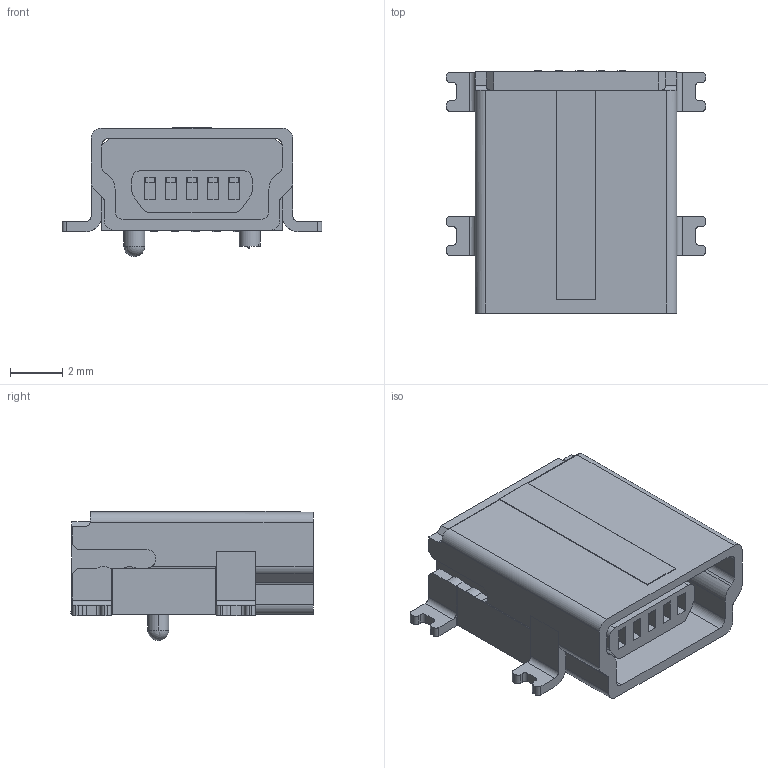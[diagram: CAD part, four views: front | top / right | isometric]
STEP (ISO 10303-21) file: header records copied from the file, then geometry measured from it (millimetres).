
FILE_DESCRIPTION(('FreeCAD Model'),'2;1');
FILE_NAME('USB_Mini_B_EDAC_690_005_299_043_RightAngle.step','2017-11-21T15:02:32',( 'kicad StepUp'),('ksu MCAD'),'Open CASCADE STEP processor 6.8', 'FreeCAD','Unknown');
FILE_SCHEMA(('AUTOMOTIVE_DESIGN_CC2 { 1 2 10303 214 -1 1 5 4 }'));
Length unit declared in the file: millimetre
Products named in the file (2): ASSEMBLY; USB_Mini_B_EDAC_690_005_299_043_RightAngle
Assembly tree (1 placements, depth 2):
  ASSEMBLY
    USB_Mini_B_EDAC_690_005_299_043_RightAngle
Bounding box: 9.9 x 9.25 x 4.93 mm (x, y, z)
Volume: 217.5 mm3; surface area: 424.8 mm2
Topology: 6 solids, 6 shells, 279 faces, 795 edges, 528 vertices
Faces by surface type: plane 198, cylinder 79, sphere 2
Entity records: 11146 total; most frequent: CARTESIAN_POINT 1788, ORIENTED_EDGE 1582, DIRECTION 1491, EDGE_CURVE 791, LINE 605, VECTOR 605, VERTEX_POINT 528, AXIS2_PLACEMENT_3D 443
